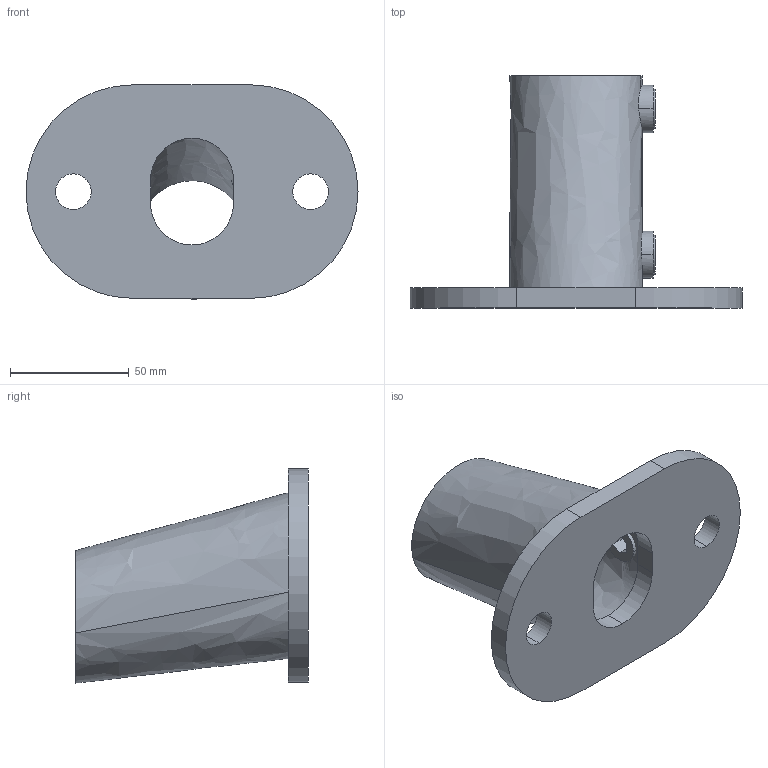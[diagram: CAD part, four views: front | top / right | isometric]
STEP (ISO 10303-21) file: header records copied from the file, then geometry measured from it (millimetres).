
FILE_DESCRIPTION (( 'STEP AP203' ), '1' );
FILE_NAME ('152-C42.step', '2015-09-17T16:23:03', ( '' ), ( '' ), 'SwSTEP 2.0', 'SolidWorks 2015', '' );
FILE_SCHEMA (( 'CONFIG_CONTROL_DESIGN' ));
Length unit declared in the file: millimetre
Products named in the file (3): 152-C42; 152-C42 Teil1_zeichnung; 152-C42 Teil2_zeichnung
Assembly tree (3 placements, depth 2):
  152-C42
    152-C42 Teil1_zeichnung
    152-C42 Teil2_zeichnung  x2
Bounding box: 140 x 98 x 90.33 mm (x, y, z)
Volume: 173214.3 mm3; surface area: 57876.3 mm2
Topology: 3 solids, 3 shells, 51 faces, 147 edges, 102 vertices
Faces by surface type: plane 26, cylinder 21, bspline 4
Entity records: 2430 total; most frequent: CARTESIAN_POINT 999, ORIENTED_EDGE 246, DIRECTION 209, EDGE_CURVE 123, VERTEX_POINT 86, AXIS2_PLACEMENT_3D 78, LINE 53, EDGE_LOOP 53
